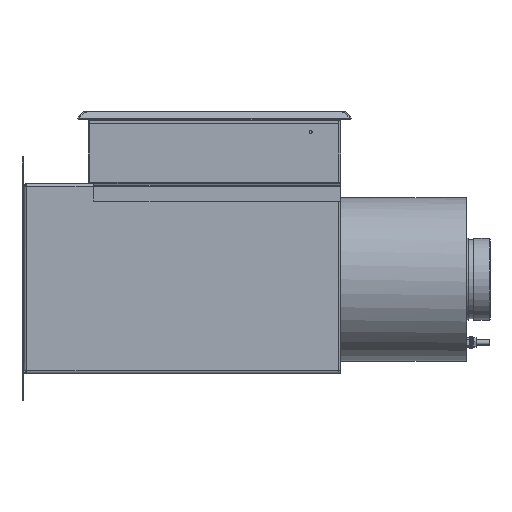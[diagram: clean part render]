
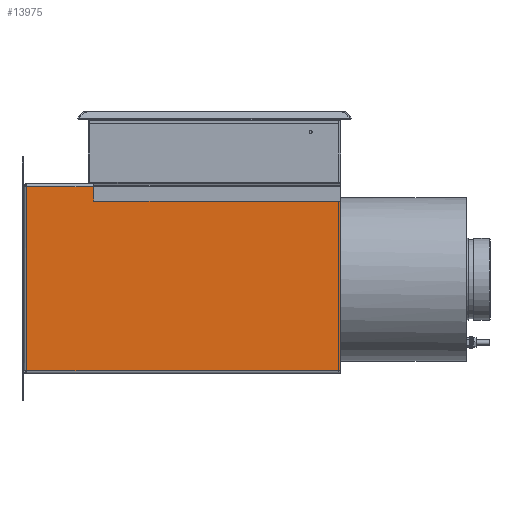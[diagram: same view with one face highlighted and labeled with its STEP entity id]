
A CAD part, left-side view. The second image highlights one B-rep face of the part: STEP entity #13975.
In plain terms, the highlighted planar face has unit normal (-1, 0, 0).
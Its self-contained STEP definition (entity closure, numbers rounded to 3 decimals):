
#7 = VERTEX_POINT ( 'NONE', #2027 ) ;
#749 = DIRECTION ( 'NONE',  ( -1., 0., 0. ) ) ;
#927 = ORIENTED_EDGE ( 'NONE', *, *, #3619, .F. ) ;
#2027 = CARTESIAN_POINT ( 'NONE',  ( -176.2, -249.2, 148.8 ) ) ;
#2672 = LINE ( 'NONE', #17224, #7087 ) ;
#3510 = VECTOR ( 'NONE', #14539, 1000. ) ;
#3619 = EDGE_CURVE ( 'NONE', #13462, #12651, #2672, .T. ) ;
#4447 = VECTOR ( 'NONE', #14918, 1000. ) ;
#4811 = CARTESIAN_POINT ( 'NONE',  ( -176.2, -249.2, 201.2 ) ) ;
#6466 = ORIENTED_EDGE ( 'NONE', *, *, #19916, .T. ) ;
#6956 = CARTESIAN_POINT ( 'NONE',  ( -176.2, -249.2, 2.4 ) ) ;
#7087 = VECTOR ( 'NONE', #10827, 1000. ) ;
#7260 = LINE ( 'NONE', #11327, #25838 ) ;
#9567 = DIRECTION ( 'NONE',  ( 0., 0., 1. ) ) ;
#9672 = EDGE_CURVE ( 'NONE', #12651, #13425, #20435, .T. ) ;
#10827 = DIRECTION ( 'NONE',  ( 0., 1., 0. ) ) ;
#11321 = FACE_OUTER_BOUND ( 'NONE', #14160, .T. ) ;
#11327 = CARTESIAN_POINT ( 'NONE',  ( -176.2, -249.2, 201.2 ) ) ;
#11509 = EDGE_CURVE ( 'NONE', #7, #13425, #22936, .T. ) ;
#12651 = VERTEX_POINT ( 'NONE', #26612 ) ;
#13425 = VERTEX_POINT ( 'NONE', #25455 ) ;
#13462 = VERTEX_POINT ( 'NONE', #6956 ) ;
#13975 = ADVANCED_FACE ( 'NONE', ( #11321 ), #21270, .T. ) ;
#14160 = EDGE_LOOP ( 'NONE', ( #6466, #16313, #24619, #927 ) ) ;
#14539 = DIRECTION ( 'NONE',  ( 0., 0., 1. ) ) ;
#14918 = DIRECTION ( 'NONE',  ( 0., 1., 0. ) ) ;
#16313 = ORIENTED_EDGE ( 'NONE', *, *, #11509, .T. ) ;
#16943 = CARTESIAN_POINT ( 'NONE',  ( -176.2, -249.2, 148.8 ) ) ;
#17224 = CARTESIAN_POINT ( 'NONE',  ( -176.2, -249.2, 2.4 ) ) ;
#17630 = AXIS2_PLACEMENT_3D ( 'NONE', #4811, #749, #19769 ) ;
#19019 = CARTESIAN_POINT ( 'NONE',  ( -176.2, 0., 201.2 ) ) ;
#19769 = DIRECTION ( 'NONE',  ( 0., 1., 0. ) ) ;
#19916 = EDGE_CURVE ( 'NONE', #13462, #7, #7260, .T. ) ;
#20435 = LINE ( 'NONE', #19019, #3510 ) ;
#21270 = PLANE ( 'NONE',  #17630 ) ;
#22936 = LINE ( 'NONE', #16943, #4447 ) ;
#24619 = ORIENTED_EDGE ( 'NONE', *, *, #9672, .F. ) ;
#25455 = CARTESIAN_POINT ( 'NONE',  ( -176.2, 0., 148.8 ) ) ;
#25838 = VECTOR ( 'NONE', #9567, 1000. ) ;
#26612 = CARTESIAN_POINT ( 'NONE',  ( -176.2, 0., 2.4 ) ) ;
